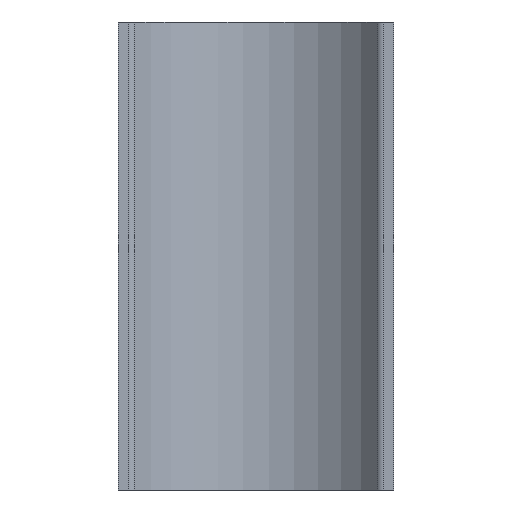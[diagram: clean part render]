
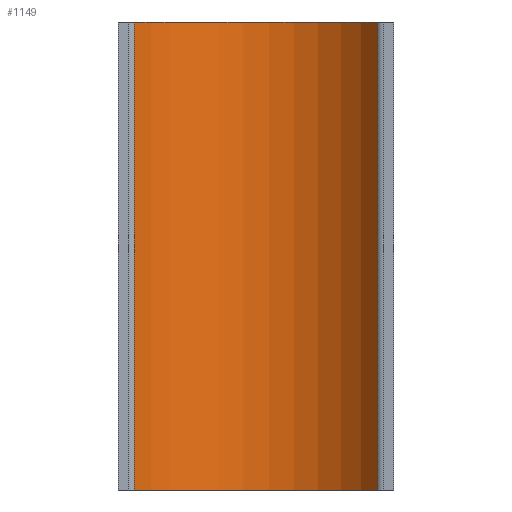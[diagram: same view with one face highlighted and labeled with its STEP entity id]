
A CAD part, front view. The second image highlights one B-rep face of the part: STEP entity #1149.
In plain terms, the highlighted cylindrical face has radius 11 mm (diameter 22 mm), a partial arc.
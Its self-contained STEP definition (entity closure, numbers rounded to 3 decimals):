
#7=CARTESIAN_POINT('',(0.,-3.75,0.));
#8=DIRECTION('',(0.,0.,-1.));
#9=DIRECTION('',(-0.803,0.596,0.));
#10=AXIS2_PLACEMENT_3D('',#7,#8,#9);
#399=CARTESIAN_POINT('',(0.,-3.75,34.));
#400=DIRECTION('',(0.,0.,-1.));
#401=DIRECTION('',(-0.803,0.596,0.));
#402=AXIS2_PLACEMENT_3D('',#399,#400,#401);
#412=DIRECTION('',(0.,0.,-1.));
#413=VECTOR('',#412,34.);
#414=CARTESIAN_POINT('',(-8.836,2.802,34.));
#415=LINE('',#414,#413);
#416=DIRECTION('',(0.,0.,-1.));
#417=VECTOR('',#416,34.);
#418=CARTESIAN_POINT('',(8.836,2.802,34.));
#419=LINE('',#418,#417);
#540=CARTESIAN_POINT('',(-8.836,2.802,0.));
#542=VERTEX_POINT('',#540);
#546=CARTESIAN_POINT('',(-8.836,2.802,34.));
#547=VERTEX_POINT('',#546);
#549=CARTESIAN_POINT('',(8.836,2.802,0.));
#551=VERTEX_POINT('',#549);
#552=CARTESIAN_POINT('',(8.836,2.802,34.));
#553=VERTEX_POINT('',#552);
#1138=CARTESIAN_POINT('',(0.,-3.75,0.));
#1139=DIRECTION('',(0.,0.,1.));
#1140=DIRECTION('',(1.,0.,0.));
#1141=AXIS2_PLACEMENT_3D('',#1138,#1139,#1140);
#1142=CYLINDRICAL_SURFACE('',#1141,11.);
#1143=ORIENTED_EDGE('',*,*,#598,.F.);
#1144=ORIENTED_EDGE('',*,*,#1094,.T.);
#1145=ORIENTED_EDGE('',*,*,#1131,.T.);
#1146=ORIENTED_EDGE('',*,*,#563,.F.);
#1147=EDGE_LOOP('',(#1143,#1144,#1145,#1146));
#1148=FACE_OUTER_BOUND('',#1147,.F.);
#1149=ADVANCED_FACE('',(#1148),#1142,.F.);
#11=CIRCLE('',#10,11.);
#403=CIRCLE('',#402,11.);
#563=EDGE_CURVE('',#542,#551,#11,.T.);
#598=EDGE_CURVE('',#547,#542,#415,.T.);
#1094=EDGE_CURVE('',#547,#553,#403,.T.);
#1131=EDGE_CURVE('',#553,#551,#419,.T.);
